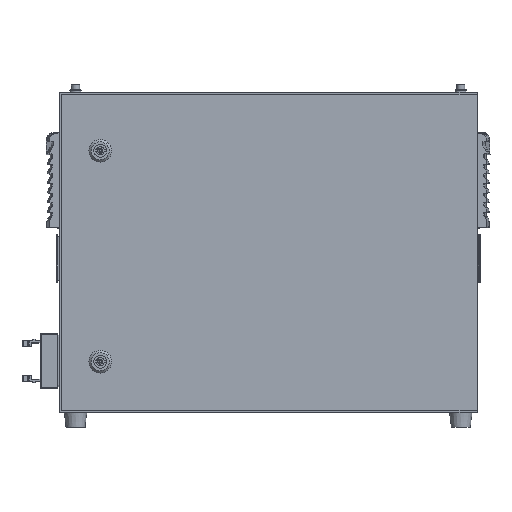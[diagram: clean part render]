
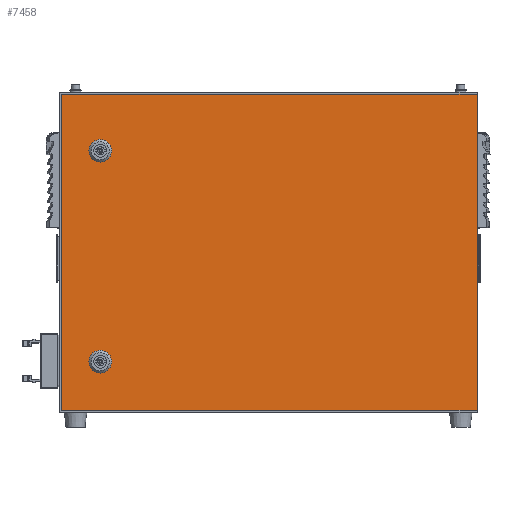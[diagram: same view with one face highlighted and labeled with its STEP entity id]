
A CAD part, top view. The second image highlights one B-rep face of the part: STEP entity #7458.
In plain terms, the highlighted planar face has unit normal (0, 0, 1).
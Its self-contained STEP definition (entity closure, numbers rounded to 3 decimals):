
#5531=FACE_BOUND('',#15857,.T.);
#5532=FACE_BOUND('',#15858,.T.);
#5533=FACE_BOUND('',#15859,.T.);
#7458=ADVANCED_FACE('',(#5531,#5532,#5533),#10477,.T.);
#10477=PLANE('',#65243);
#15857=EDGE_LOOP('',(#26958,#26959,#26960,#26961,#26962,#26963,#26964,#26965));
#15858=EDGE_LOOP('',(#26966,#26967,#26968,#26969,#26970,#26971,#26972,#26973));
#15859=EDGE_LOOP('',(#26974,#26975,#26976,#26977));
#19414=CIRCLE('',#65235,11.5);
#19415=CIRCLE('',#65236,11.5);
#19416=CIRCLE('',#65237,11.5);
#19417=CIRCLE('',#65238,11.5);
#19418=CIRCLE('',#65239,11.5);
#19419=CIRCLE('',#65240,11.5);
#19420=CIRCLE('',#65241,11.5);
#19421=CIRCLE('',#65242,11.5);
#26958=ORIENTED_EDGE('',*,*,#46929,.F.);
#26959=ORIENTED_EDGE('',*,*,#46930,.F.);
#26960=ORIENTED_EDGE('',*,*,#46931,.F.);
#26961=ORIENTED_EDGE('',*,*,#46932,.F.);
#26962=ORIENTED_EDGE('',*,*,#46933,.F.);
#26963=ORIENTED_EDGE('',*,*,#46934,.F.);
#26964=ORIENTED_EDGE('',*,*,#46935,.F.);
#26965=ORIENTED_EDGE('',*,*,#46936,.F.);
#26966=ORIENTED_EDGE('',*,*,#46919,.T.);
#26967=ORIENTED_EDGE('',*,*,#46937,.F.);
#26968=ORIENTED_EDGE('',*,*,#46938,.F.);
#26969=ORIENTED_EDGE('',*,*,#46939,.F.);
#26970=ORIENTED_EDGE('',*,*,#46940,.T.);
#26971=ORIENTED_EDGE('',*,*,#46941,.F.);
#26972=ORIENTED_EDGE('',*,*,#46942,.F.);
#26973=ORIENTED_EDGE('',*,*,#46943,.F.);
#26974=ORIENTED_EDGE('',*,*,#46944,.T.);
#26975=ORIENTED_EDGE('',*,*,#46945,.F.);
#26976=ORIENTED_EDGE('',*,*,#46946,.T.);
#26977=ORIENTED_EDGE('',*,*,#46922,.T.);
#40222=VERTEX_POINT('',#93368);
#40223=VERTEX_POINT('',#93370);
#40225=VERTEX_POINT('',#93375);
#40226=VERTEX_POINT('',#93377);
#40232=VERTEX_POINT('',#93392);
#40233=VERTEX_POINT('',#93393);
#40234=VERTEX_POINT('',#93395);
#40235=VERTEX_POINT('',#93397);
#40236=VERTEX_POINT('',#93399);
#40237=VERTEX_POINT('',#93401);
#40238=VERTEX_POINT('',#93403);
#40239=VERTEX_POINT('',#93405);
#40240=VERTEX_POINT('',#93408);
#40241=VERTEX_POINT('',#93410);
#40242=VERTEX_POINT('',#93412);
#40243=VERTEX_POINT('',#93414);
#40244=VERTEX_POINT('',#93416);
#40245=VERTEX_POINT('',#93418);
#40246=VERTEX_POINT('',#93421);
#40247=VERTEX_POINT('',#93423);
#46919=EDGE_CURVE('',#40223,#40222,#54536,.T.);
#46922=EDGE_CURVE('',#40226,#40225,#54539,.T.);
#46929=EDGE_CURVE('',#40232,#40233,#54546,.T.);
#46930=EDGE_CURVE('',#40234,#40232,#19414,.T.);
#46931=EDGE_CURVE('',#40235,#40234,#54547,.T.);
#46932=EDGE_CURVE('',#40236,#40235,#19415,.T.);
#46933=EDGE_CURVE('',#40237,#40236,#54548,.T.);
#46934=EDGE_CURVE('',#40238,#40237,#19416,.T.);
#46935=EDGE_CURVE('',#40239,#40238,#54549,.T.);
#46936=EDGE_CURVE('',#40233,#40239,#19417,.T.);
#46937=EDGE_CURVE('',#40240,#40222,#19418,.T.);
#46938=EDGE_CURVE('',#40241,#40240,#54550,.T.);
#46939=EDGE_CURVE('',#40242,#40241,#19419,.T.);
#46940=EDGE_CURVE('',#40242,#40243,#54551,.T.);
#46941=EDGE_CURVE('',#40244,#40243,#19420,.T.);
#46942=EDGE_CURVE('',#40245,#40244,#54552,.T.);
#46943=EDGE_CURVE('',#40223,#40245,#19421,.T.);
#46944=EDGE_CURVE('',#40225,#40246,#54553,.T.);
#46945=EDGE_CURVE('',#40247,#40246,#54554,.T.);
#46946=EDGE_CURVE('',#40247,#40226,#54555,.T.);
#54536=LINE('',#93369,#59809);
#54539=LINE('',#93376,#59812);
#54546=LINE('',#93391,#59819);
#54547=LINE('',#93396,#59820);
#54548=LINE('',#93400,#59821);
#54549=LINE('',#93404,#59822);
#54550=LINE('',#93409,#59823);
#54551=LINE('',#93413,#59824);
#54552=LINE('',#93417,#59825);
#54553=LINE('',#93420,#59826);
#54554=LINE('',#93422,#59827);
#54555=LINE('',#93424,#59828);
#59809=VECTOR('',#75438,1.);
#59812=VECTOR('',#75443,1.);
#59819=VECTOR('',#75454,1.);
#59820=VECTOR('',#75457,1.);
#59821=VECTOR('',#75460,1.);
#59822=VECTOR('',#75463,1.);
#59823=VECTOR('',#75468,1.);
#59824=VECTOR('',#75471,1.);
#59825=VECTOR('',#75474,1.);
#59826=VECTOR('',#75477,1.);
#59827=VECTOR('',#75478,1.);
#59828=VECTOR('',#75479,1.);
#65235=AXIS2_PLACEMENT_3D('',#93394,#75455,#75456);
#65236=AXIS2_PLACEMENT_3D('',#93398,#75458,#75459);
#65237=AXIS2_PLACEMENT_3D('',#93402,#75461,#75462);
#65238=AXIS2_PLACEMENT_3D('',#93406,#75464,#75465);
#65239=AXIS2_PLACEMENT_3D('',#93407,#75466,#75467);
#65240=AXIS2_PLACEMENT_3D('',#93411,#75469,#75470);
#65241=AXIS2_PLACEMENT_3D('',#93415,#75472,#75473);
#65242=AXIS2_PLACEMENT_3D('',#93419,#75475,#75476);
#65243=AXIS2_PLACEMENT_3D('',#93425,#75480,#75481);
#75438=DIRECTION('',(-1.,0.,0.));
#75443=DIRECTION('',(1.,0.,0.));
#75454=DIRECTION('',(-1.,0.,0.));
#75455=DIRECTION('',(0.,0.,1.));
#75456=DIRECTION('',(0.,-1.,0.));
#75457=DIRECTION('',(0.,1.,0.));
#75458=DIRECTION('',(0.,0.,1.));
#75459=DIRECTION('',(0.,-1.,0.));
#75460=DIRECTION('',(1.,0.,0.));
#75461=DIRECTION('',(0.,0.,1.));
#75462=DIRECTION('',(0.,-1.,0.));
#75463=DIRECTION('',(0.,-1.,0.));
#75464=DIRECTION('',(0.,0.,1.));
#75465=DIRECTION('',(0.,-1.,0.));
#75466=DIRECTION('',(0.,0.,1.));
#75467=DIRECTION('',(0.,-1.,0.));
#75468=DIRECTION('',(0.,-1.,0.));
#75469=DIRECTION('',(0.,0.,1.));
#75470=DIRECTION('',(0.,-1.,0.));
#75471=DIRECTION('',(1.,0.,0.));
#75472=DIRECTION('',(0.,0.,1.));
#75473=DIRECTION('',(0.,-1.,0.));
#75474=DIRECTION('',(0.,1.,0.));
#75475=DIRECTION('',(0.,0.,1.));
#75476=DIRECTION('',(0.,-1.,0.));
#75477=DIRECTION('',(0.,1.,0.));
#75478=DIRECTION('',(1.,0.,0.));
#75479=DIRECTION('',(0.,-1.,0.));
#75480=DIRECTION('',(0.,0.,1.));
#75481=DIRECTION('',(0.707,0.707,0.));
#93368=CARTESIAN_POINT('',(-407.615,102.2,131.3));
#93369=CARTESIAN_POINT('',(-160.,102.2,131.3));
#93370=CARTESIAN_POINT('',(-397.385,102.2,131.3));
#93375=CARTESIAN_POINT('',(62.,52.5,131.3));
#93376=CARTESIAN_POINT('',(-153.,52.5,131.3));
#93377=CARTESIAN_POINT('',(-450.5,52.5,131.3));
#93391=CARTESIAN_POINT('',(-160.,382.8,131.3));
#93392=CARTESIAN_POINT('',(-397.385,382.8,131.3));
#93393=CARTESIAN_POINT('',(-407.615,382.8,131.3));
#93394=CARTESIAN_POINT('',(-402.5,372.5,131.3));
#93395=CARTESIAN_POINT('',(-392.2,377.615,131.3));
#93396=CARTESIAN_POINT('',(-392.2,-142.,131.3));
#93397=CARTESIAN_POINT('',(-392.2,367.385,131.3));
#93398=CARTESIAN_POINT('',(-402.5,372.5,131.3));
#93399=CARTESIAN_POINT('',(-397.385,362.2,131.3));
#93400=CARTESIAN_POINT('',(-160.,362.2,131.3));
#93401=CARTESIAN_POINT('',(-407.615,362.2,131.3));
#93402=CARTESIAN_POINT('',(-402.5,372.5,131.3));
#93403=CARTESIAN_POINT('',(-412.8,367.385,131.3));
#93404=CARTESIAN_POINT('',(-412.8,-142.,131.3));
#93405=CARTESIAN_POINT('',(-412.8,377.615,131.3));
#93406=CARTESIAN_POINT('',(-402.5,372.5,131.3));
#93407=CARTESIAN_POINT('',(-402.5,112.5,131.3));
#93408=CARTESIAN_POINT('',(-412.8,107.385,131.3));
#93409=CARTESIAN_POINT('',(-412.8,-272.,131.3));
#93410=CARTESIAN_POINT('',(-412.8,117.615,131.3));
#93411=CARTESIAN_POINT('',(-402.5,112.5,131.3));
#93412=CARTESIAN_POINT('',(-407.615,122.8,131.3));
#93413=CARTESIAN_POINT('',(-160.,122.8,131.3));
#93414=CARTESIAN_POINT('',(-397.385,122.8,131.3));
#93415=CARTESIAN_POINT('',(-402.5,112.5,131.3));
#93416=CARTESIAN_POINT('',(-392.2,117.615,131.3));
#93417=CARTESIAN_POINT('',(-392.2,-272.,131.3));
#93418=CARTESIAN_POINT('',(-392.2,107.385,131.3));
#93419=CARTESIAN_POINT('',(-402.5,112.5,131.3));
#93420=CARTESIAN_POINT('',(62.,-142.,131.3));
#93421=CARTESIAN_POINT('',(62.,442.5,131.3));
#93422=CARTESIAN_POINT('',(-153.,442.5,131.3));
#93423=CARTESIAN_POINT('',(-450.5,442.5,131.3));
#93424=CARTESIAN_POINT('',(-450.5,-142.,131.3));
#93425=CARTESIAN_POINT('',(-153.,-142.,131.3));
